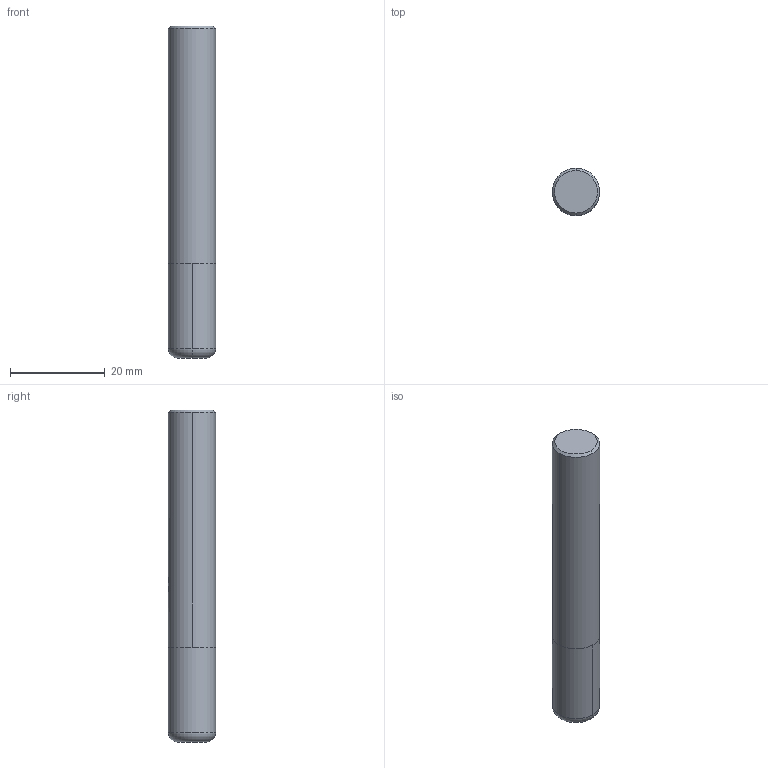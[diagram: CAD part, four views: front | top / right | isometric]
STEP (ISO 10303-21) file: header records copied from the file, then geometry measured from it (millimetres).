
FILE_DESCRIPTION(('no description'),'unknown implementation level');
FILE_NAME('8529609.stp',' ',('CIM GmbH Aachen'),('CADClick - KiM GmbH - www.kimweb.de'),'unknown preprocess','ACIS','unknown authorization');
FILE_SCHEMA(('automotive_design'));
Length unit declared in the file: millimetre
Products named in the file (2): 1; 2
Bounding box: 10 x 10 x 70 mm (x, y, z)
Volume: 5468.9 mm3; surface area: 2476.8 mm2
Topology: 2 solids, 2 shells, 24 faces, 58 edges, 39 vertices
Faces by surface type: cylinder 11, plane 9, cone 2, torus 2
Entity records: 1670 total; most frequent: CARTESIAN_POINT 376, STYLED_ITEM 123, PRESENTATION_STYLE_ASSIGNMENT 123, DIRECTION 123, COLOUR_RGB 123, ORIENTED_EDGE 116, EDGE_CURVE 58, CURVE_STYLE 58
